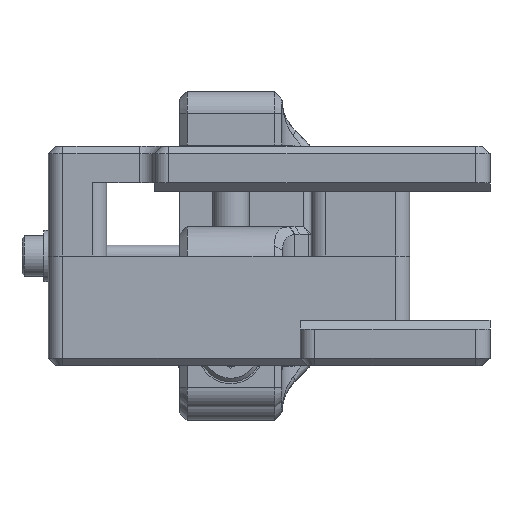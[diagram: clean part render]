
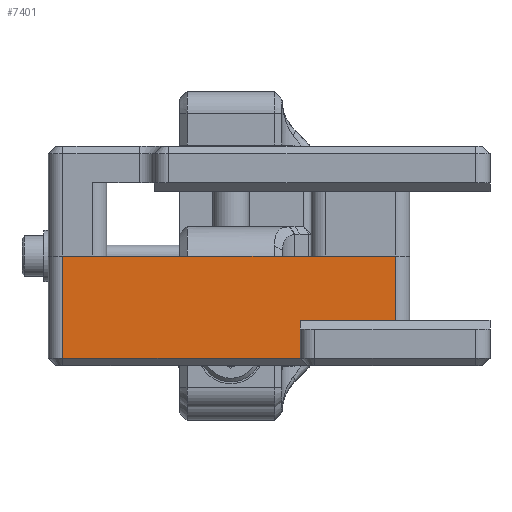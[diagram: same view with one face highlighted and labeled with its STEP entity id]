
A CAD part, left-side view. The second image highlights one B-rep face of the part: STEP entity #7401.
In plain terms, the highlighted planar face has unit normal (-1, 0, 0).
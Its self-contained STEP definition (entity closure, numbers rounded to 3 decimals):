
#6475 = CYLINDRICAL_SURFACE('',#6476,2.);
#6476 = AXIS2_PLACEMENT_3D('',#6477,#6478,#6479);
#6477 = CARTESIAN_POINT('',(12.,12.5,0.));
#6478 = DIRECTION('',(-0.,-0.,-1.));
#6479 = DIRECTION('',(0.,1.,0.));
#6618 = PLANE('',#6619);
#6619 = AXIS2_PLACEMENT_3D('',#6620,#6621,#6622);
#6620 = CARTESIAN_POINT('',(17.245,-14.868,0.));
#6621 = DIRECTION('',(0.,0.,1.));
#6622 = DIRECTION('',(1.,0.,0.));
#6635 = VERTEX_POINT('',#6636);
#6636 = CARTESIAN_POINT('',(10.,12.5,0.));
#6658 = EDGE_CURVE('',#6635,#6659,#6661,.T.);
#6659 = VERTEX_POINT('',#6660);
#6660 = CARTESIAN_POINT('',(10.,12.5,-14.));
#6661 = SURFACE_CURVE('',#6662,(#6666,#6673),.PCURVE_S1.);
#6662 = LINE('',#6663,#6664);
#6663 = CARTESIAN_POINT('',(10.,12.5,0.));
#6664 = VECTOR('',#6665,1.);
#6665 = DIRECTION('',(-0.,-0.,-1.));
#6666 = PCURVE('',#6475,#6667);
#6667 = DEFINITIONAL_REPRESENTATION('',(#6668),#6672);
#6668 = LINE('',#6669,#6670);
#6669 = CARTESIAN_POINT('',(-1.571,0.));
#6670 = VECTOR('',#6671,1.);
#6671 = DIRECTION('',(-0.,1.));
#6672 = ( GEOMETRIC_REPRESENTATION_CONTEXT(2) 
PARAMETRIC_REPRESENTATION_CONTEXT() REPRESENTATION_CONTEXT('2D SPACE',''
  ) );
#6673 = PCURVE('',#6674,#6679);
#6674 = PLANE('',#6675);
#6675 = AXIS2_PLACEMENT_3D('',#6676,#6677,#6678);
#6676 = CARTESIAN_POINT('',(10.,-9.669,-6.919));
#6677 = DIRECTION('',(-1.,0.,0.));
#6678 = DIRECTION('',(0.,0.,-1.));
#6679 = DEFINITIONAL_REPRESENTATION('',(#6680),#6684);
#6680 = LINE('',#6681,#6682);
#6681 = CARTESIAN_POINT('',(-6.919,-22.169));
#6682 = VECTOR('',#6683,1.);
#6683 = DIRECTION('',(1.,0.));
#6684 = ( GEOMETRIC_REPRESENTATION_CONTEXT(2) 
PARAMETRIC_REPRESENTATION_CONTEXT() REPRESENTATION_CONTEXT('2D SPACE',''
  ) );
#6797 = EDGE_CURVE('',#6798,#6635,#6800,.T.);
#6798 = VERTEX_POINT('',#6799);
#6799 = CARTESIAN_POINT('',(10.,-33.,0.));
#6800 = SURFACE_CURVE('',#6801,(#6805,#6812),.PCURVE_S1.);
#6801 = LINE('',#6802,#6803);
#6802 = CARTESIAN_POINT('',(10.,0.,0.));
#6803 = VECTOR('',#6804,1.);
#6804 = DIRECTION('',(0.,1.,0.));
#6805 = PCURVE('',#6618,#6806);
#6806 = DEFINITIONAL_REPRESENTATION('',(#6807),#6811);
#6807 = LINE('',#6808,#6809);
#6808 = CARTESIAN_POINT('',(-7.245,14.868));
#6809 = VECTOR('',#6810,1.);
#6810 = DIRECTION('',(0.,1.));
#6811 = ( GEOMETRIC_REPRESENTATION_CONTEXT(2) 
PARAMETRIC_REPRESENTATION_CONTEXT() REPRESENTATION_CONTEXT('2D SPACE',''
  ) );
#6812 = PCURVE('',#6674,#6813);
#6813 = DEFINITIONAL_REPRESENTATION('',(#6814),#6818);
#6814 = LINE('',#6815,#6816);
#6815 = CARTESIAN_POINT('',(-6.919,-9.669));
#6816 = VECTOR('',#6817,1.);
#6817 = DIRECTION('',(0.,-1.));
#6818 = ( GEOMETRIC_REPRESENTATION_CONTEXT(2) 
PARAMETRIC_REPRESENTATION_CONTEXT() REPRESENTATION_CONTEXT('2D SPACE',''
  ) );
#6837 = CYLINDRICAL_SURFACE('',#6838,2.);
#6838 = AXIS2_PLACEMENT_3D('',#6839,#6840,#6841);
#6839 = CARTESIAN_POINT('',(12.,-33.,0.));
#6840 = DIRECTION('',(-0.,-0.,-1.));
#6841 = DIRECTION('',(-1.,0.,0.));
#7362 = PLANE('',#7363);
#7363 = AXIS2_PLACEMENT_3D('',#7364,#7365,#7366);
#7364 = CARTESIAN_POINT('',(10.5,-20.,-14.5));
#7365 = DIRECTION('',(0.707,0.,0.707));
#7366 = DIRECTION('',(0.,-1.,-0.));
#7401 = ADVANCED_FACE('',(#7402),#6674,.T.);
#7402 = FACE_BOUND('',#7403,.T.);
#7403 = EDGE_LOOP('',(#7404,#7405,#7428,#7456,#7484,#7505));
#7404 = ORIENTED_EDGE('',*,*,#6658,.T.);
#7405 = ORIENTED_EDGE('',*,*,#7406,.F.);
#7406 = EDGE_CURVE('',#7407,#6659,#7409,.T.);
#7407 = VERTEX_POINT('',#7408);
#7408 = CARTESIAN_POINT('',(10.,-20.,-14.));
#7409 = SURFACE_CURVE('',#7410,(#7414,#7421),.PCURVE_S1.);
#7410 = LINE('',#7411,#7412);
#7411 = CARTESIAN_POINT('',(10.,-20.,-14.));
#7412 = VECTOR('',#7413,1.);
#7413 = DIRECTION('',(0.,1.,0.));
#7414 = PCURVE('',#6674,#7415);
#7415 = DEFINITIONAL_REPRESENTATION('',(#7416),#7420);
#7416 = LINE('',#7417,#7418);
#7417 = CARTESIAN_POINT('',(7.081,10.331));
#7418 = VECTOR('',#7419,1.);
#7419 = DIRECTION('',(0.,-1.));
#7420 = ( GEOMETRIC_REPRESENTATION_CONTEXT(2) 
PARAMETRIC_REPRESENTATION_CONTEXT() REPRESENTATION_CONTEXT('2D SPACE',''
  ) );
#7421 = PCURVE('',#7362,#7422);
#7422 = DEFINITIONAL_REPRESENTATION('',(#7423),#7427);
#7423 = LINE('',#7424,#7425);
#7424 = CARTESIAN_POINT('',(-0.,-0.707));
#7425 = VECTOR('',#7426,1.);
#7426 = DIRECTION('',(-1.,0.));
#7427 = ( GEOMETRIC_REPRESENTATION_CONTEXT(2) 
PARAMETRIC_REPRESENTATION_CONTEXT() REPRESENTATION_CONTEXT('2D SPACE',''
  ) );
#7428 = ORIENTED_EDGE('',*,*,#7429,.F.);
#7429 = EDGE_CURVE('',#7430,#7407,#7432,.T.);
#7430 = VERTEX_POINT('',#7431);
#7431 = CARTESIAN_POINT('',(10.,-20.,-10.));
#7432 = SURFACE_CURVE('',#7433,(#7437,#7444),.PCURVE_S1.);
#7433 = LINE('',#7434,#7435);
#7434 = CARTESIAN_POINT('',(10.,-20.,0.));
#7435 = VECTOR('',#7436,1.);
#7436 = DIRECTION('',(-0.,-0.,-1.));
#7437 = PCURVE('',#6674,#7438);
#7438 = DEFINITIONAL_REPRESENTATION('',(#7439),#7443);
#7439 = LINE('',#7440,#7441);
#7440 = CARTESIAN_POINT('',(-6.919,10.331));
#7441 = VECTOR('',#7442,1.);
#7442 = DIRECTION('',(1.,0.));
#7443 = ( GEOMETRIC_REPRESENTATION_CONTEXT(2) 
PARAMETRIC_REPRESENTATION_CONTEXT() REPRESENTATION_CONTEXT('2D SPACE',''
  ) );
#7444 = PCURVE('',#7445,#7450);
#7445 = PLANE('',#7446);
#7446 = AXIS2_PLACEMENT_3D('',#7447,#7448,#7449);
#7447 = CARTESIAN_POINT('',(10.,-20.,0.));
#7448 = DIRECTION('',(0.,1.,0.));
#7449 = DIRECTION('',(-1.,0.,0.));
#7450 = DEFINITIONAL_REPRESENTATION('',(#7451),#7455);
#7451 = LINE('',#7452,#7453);
#7452 = CARTESIAN_POINT('',(0.,0.));
#7453 = VECTOR('',#7454,1.);
#7454 = DIRECTION('',(0.,-1.));
#7455 = ( GEOMETRIC_REPRESENTATION_CONTEXT(2) 
PARAMETRIC_REPRESENTATION_CONTEXT() REPRESENTATION_CONTEXT('2D SPACE',''
  ) );
#7456 = ORIENTED_EDGE('',*,*,#7457,.T.);
#7457 = EDGE_CURVE('',#7430,#7458,#7460,.T.);
#7458 = VERTEX_POINT('',#7459);
#7459 = CARTESIAN_POINT('',(10.,-33.,-10.));
#7460 = SURFACE_CURVE('',#7461,(#7465,#7472),.PCURVE_S1.);
#7461 = LINE('',#7462,#7463);
#7462 = CARTESIAN_POINT('',(10.,0.,-10.));
#7463 = VECTOR('',#7464,1.);
#7464 = DIRECTION('',(0.,-1.,0.));
#7465 = PCURVE('',#6674,#7466);
#7466 = DEFINITIONAL_REPRESENTATION('',(#7467),#7471);
#7467 = LINE('',#7468,#7469);
#7468 = CARTESIAN_POINT('',(3.081,-9.669));
#7469 = VECTOR('',#7470,1.);
#7470 = DIRECTION('',(0.,1.));
#7471 = ( GEOMETRIC_REPRESENTATION_CONTEXT(2) 
PARAMETRIC_REPRESENTATION_CONTEXT() REPRESENTATION_CONTEXT('2D SPACE',''
  ) );
#7472 = PCURVE('',#7473,#7478);
#7473 = PLANE('',#7474);
#7474 = AXIS2_PLACEMENT_3D('',#7475,#7476,#7477);
#7475 = CARTESIAN_POINT('',(4.8,0.,-10.));
#7476 = DIRECTION('',(0.,0.,1.));
#7477 = DIRECTION('',(1.,0.,0.));
#7478 = DEFINITIONAL_REPRESENTATION('',(#7479),#7483);
#7479 = LINE('',#7480,#7481);
#7480 = CARTESIAN_POINT('',(5.2,0.));
#7481 = VECTOR('',#7482,1.);
#7482 = DIRECTION('',(0.,-1.));
#7483 = ( GEOMETRIC_REPRESENTATION_CONTEXT(2) 
PARAMETRIC_REPRESENTATION_CONTEXT() REPRESENTATION_CONTEXT('2D SPACE',''
  ) );
#7484 = ORIENTED_EDGE('',*,*,#7485,.F.);
#7485 = EDGE_CURVE('',#6798,#7458,#7486,.T.);
#7486 = SURFACE_CURVE('',#7487,(#7491,#7498),.PCURVE_S1.);
#7487 = LINE('',#7488,#7489);
#7488 = CARTESIAN_POINT('',(10.,-33.,0.));
#7489 = VECTOR('',#7490,1.);
#7490 = DIRECTION('',(-0.,-0.,-1.));
#7491 = PCURVE('',#6674,#7492);
#7492 = DEFINITIONAL_REPRESENTATION('',(#7493),#7497);
#7493 = LINE('',#7494,#7495);
#7494 = CARTESIAN_POINT('',(-6.919,23.331));
#7495 = VECTOR('',#7496,1.);
#7496 = DIRECTION('',(1.,0.));
#7497 = ( GEOMETRIC_REPRESENTATION_CONTEXT(2) 
PARAMETRIC_REPRESENTATION_CONTEXT() REPRESENTATION_CONTEXT('2D SPACE',''
  ) );
#7498 = PCURVE('',#6837,#7499);
#7499 = DEFINITIONAL_REPRESENTATION('',(#7500),#7504);
#7500 = LINE('',#7501,#7502);
#7501 = CARTESIAN_POINT('',(-0.,0.));
#7502 = VECTOR('',#7503,1.);
#7503 = DIRECTION('',(-0.,1.));
#7504 = ( GEOMETRIC_REPRESENTATION_CONTEXT(2) 
PARAMETRIC_REPRESENTATION_CONTEXT() REPRESENTATION_CONTEXT('2D SPACE',''
  ) );
#7505 = ORIENTED_EDGE('',*,*,#6797,.T.);
